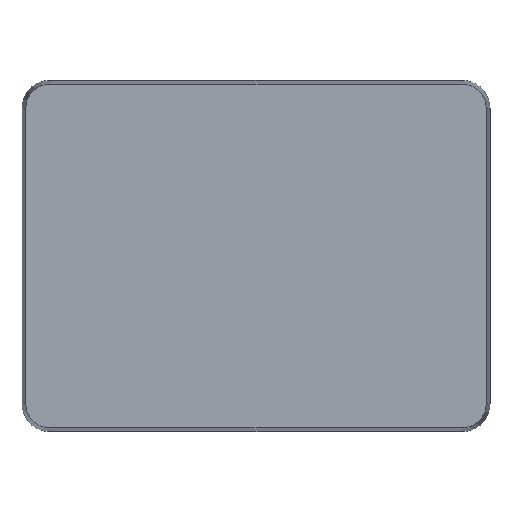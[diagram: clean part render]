
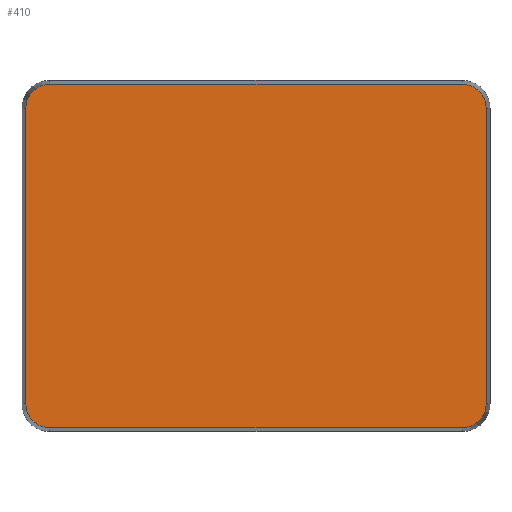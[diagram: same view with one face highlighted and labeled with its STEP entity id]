
A CAD part, front view. The second image highlights one B-rep face of the part: STEP entity #410.
In plain terms, the highlighted planar face has unit normal (0, -1, 0).
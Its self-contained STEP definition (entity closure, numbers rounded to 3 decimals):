
#2 = VERTEX_POINT ( 'NONE', #35 ) ;
#4 = VERTEX_POINT ( 'NONE', #313 ) ;
#12 = VERTEX_POINT ( 'NONE', #83 ) ;
#17 = ORIENTED_EDGE ( 'NONE', *, *, #125, .F. ) ;
#26 = EDGE_CURVE ( 'NONE', #12, #95, #394, .T. ) ;
#35 = CARTESIAN_POINT ( 'NONE',  ( -8.36, -4., 5.375 ) ) ;
#40 = EDGE_CURVE ( 'NONE', #526, #592, #612, .T. ) ;
#42 = CARTESIAN_POINT ( 'NONE',  ( 8.36, -4., 5.375 ) ) ;
#61 = AXIS2_PLACEMENT_3D ( 'NONE', #136, #333, #595 ) ;
#64 = ORIENTED_EDGE ( 'NONE', *, *, #457, .F. ) ;
#71 = CARTESIAN_POINT ( 'NONE',  ( 7.5, -4., 6.235 ) ) ;
#83 = CARTESIAN_POINT ( 'NONE',  ( -7.5, -4., -6.235 ) ) ;
#93 = LINE ( 'NONE', #150, #127 ) ;
#95 = VERTEX_POINT ( 'NONE', #562 ) ;
#100 = DIRECTION ( 'NONE',  ( 0., 0., -1. ) ) ;
#122 = EDGE_CURVE ( 'NONE', #202, #4, #237, .T. ) ;
#125 = EDGE_CURVE ( 'NONE', #2, #526, #516, .T. ) ;
#127 = VECTOR ( 'NONE', #354, 1000. ) ;
#136 = CARTESIAN_POINT ( 'NONE',  ( 7.5, -4., -5.375 ) ) ;
#150 = CARTESIAN_POINT ( 'NONE',  ( -7.5, -4., -6.235 ) ) ;
#151 = DIRECTION ( 'NONE',  ( 0., 1., 0. ) ) ;
#192 = PLANE ( 'NONE',  #320 ) ;
#199 = CARTESIAN_POINT ( 'NONE',  ( -7.5, -4., -5.375 ) ) ;
#202 = VERTEX_POINT ( 'NONE', #42 ) ;
#211 = CARTESIAN_POINT ( 'NONE',  ( 7.5, -4., -6.235 ) ) ;
#214 = VECTOR ( 'NONE', #317, 1000. ) ;
#217 = DIRECTION ( 'NONE',  ( 0., 0., -1. ) ) ;
#224 = EDGE_CURVE ( 'NONE', #4, #580, #331, .T. ) ;
#237 = LINE ( 'NONE', #377, #533 ) ;
#240 = AXIS2_PLACEMENT_3D ( 'NONE', #614, #374, #217 ) ;
#241 = LINE ( 'NONE', #530, #289 ) ;
#244 = CARTESIAN_POINT ( 'NONE',  ( 7.5, -4., 5.375 ) ) ;
#251 = DIRECTION ( 'NONE',  ( 0., -1., 0. ) ) ;
#274 = EDGE_CURVE ( 'NONE', #592, #202, #423, .T. ) ;
#279 = ORIENTED_EDGE ( 'NONE', *, *, #26, .F. ) ;
#289 = VECTOR ( 'NONE', #495, 1000. ) ;
#309 = CARTESIAN_POINT ( 'NONE',  ( -7.5, -4., 6.235 ) ) ;
#313 = CARTESIAN_POINT ( 'NONE',  ( 8.36, -4., -5.375 ) ) ;
#317 = DIRECTION ( 'NONE',  ( 1., 0., 0. ) ) ;
#320 = AXIS2_PLACEMENT_3D ( 'NONE', #199, #251, #451 ) ;
#331 = CIRCLE ( 'NONE', #61, 0.86 ) ;
#333 = DIRECTION ( 'NONE',  ( 0., 1., 0. ) ) ;
#354 = DIRECTION ( 'NONE',  ( -1., 0., 0. ) ) ;
#374 = DIRECTION ( 'NONE',  ( 0., 1., 0. ) ) ;
#377 = CARTESIAN_POINT ( 'NONE',  ( 8.36, -4., 5.375 ) ) ;
#379 = ORIENTED_EDGE ( 'NONE', *, *, #274, .F. ) ;
#393 = AXIS2_PLACEMENT_3D ( 'NONE', #244, #151, #100 ) ;
#394 = CIRCLE ( 'NONE', #240, 0.86 ) ;
#410 = ADVANCED_FACE ( 'NONE', ( #590 ), #192, .T. ) ;
#423 = CIRCLE ( 'NONE', #393, 0.86 ) ;
#430 = ORIENTED_EDGE ( 'NONE', *, *, #122, .F. ) ;
#433 = EDGE_CURVE ( 'NONE', #580, #12, #93, .T. ) ;
#435 = AXIS2_PLACEMENT_3D ( 'NONE', #564, #482, #437 ) ;
#437 = DIRECTION ( 'NONE',  ( 0., 0., -1. ) ) ;
#442 = EDGE_LOOP ( 'NONE', ( #279, #547, #541, #430, #379, #573, #17, #64 ) ) ;
#451 = DIRECTION ( 'NONE',  ( 0., 0., -1. ) ) ;
#457 = EDGE_CURVE ( 'NONE', #95, #2, #241, .T. ) ;
#482 = DIRECTION ( 'NONE',  ( 0., 1., 0. ) ) ;
#495 = DIRECTION ( 'NONE',  ( 0., 0., 1. ) ) ;
#511 = CARTESIAN_POINT ( 'NONE',  ( -7.5, -4., 6.235 ) ) ;
#516 = CIRCLE ( 'NONE', #435, 0.86 ) ;
#526 = VERTEX_POINT ( 'NONE', #309 ) ;
#530 = CARTESIAN_POINT ( 'NONE',  ( -8.36, -4., 5.375 ) ) ;
#533 = VECTOR ( 'NONE', #582, 1000. ) ;
#541 = ORIENTED_EDGE ( 'NONE', *, *, #224, .F. ) ;
#547 = ORIENTED_EDGE ( 'NONE', *, *, #433, .F. ) ;
#562 = CARTESIAN_POINT ( 'NONE',  ( -8.36, -4., -5.375 ) ) ;
#564 = CARTESIAN_POINT ( 'NONE',  ( -7.5, -4., 5.375 ) ) ;
#573 = ORIENTED_EDGE ( 'NONE', *, *, #40, .F. ) ;
#580 = VERTEX_POINT ( 'NONE', #211 ) ;
#582 = DIRECTION ( 'NONE',  ( 0., 0., -1. ) ) ;
#590 = FACE_OUTER_BOUND ( 'NONE', #442, .T. ) ;
#592 = VERTEX_POINT ( 'NONE', #71 ) ;
#595 = DIRECTION ( 'NONE',  ( 0., 0., -1. ) ) ;
#612 = LINE ( 'NONE', #511, #214 ) ;
#614 = CARTESIAN_POINT ( 'NONE',  ( -7.5, -4., -5.375 ) ) ;
